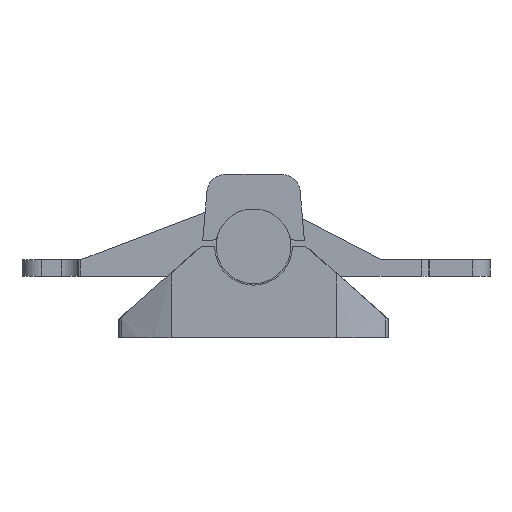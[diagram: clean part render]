
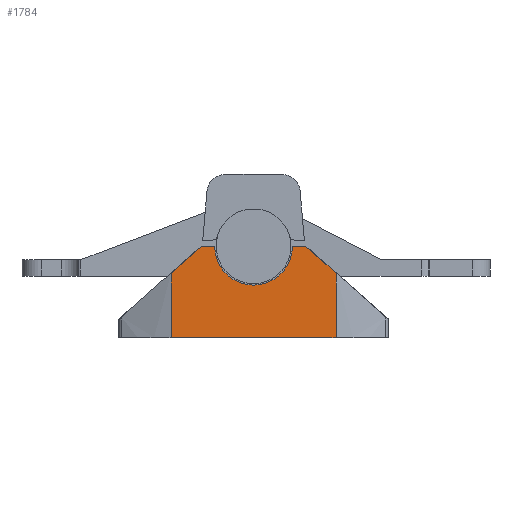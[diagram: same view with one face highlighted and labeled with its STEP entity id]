
A CAD part, left-side view. The second image highlights one B-rep face of the part: STEP entity #1784.
In plain terms, the highlighted planar face has unit normal (-1, 0, 0).
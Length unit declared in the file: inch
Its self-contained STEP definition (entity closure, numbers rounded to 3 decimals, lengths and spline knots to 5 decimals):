
#417=DIRECTION('',(0.,1.,0.));
#418=VECTOR('',#417,2.17072);
#419=CARTESIAN_POINT('',(-3.77953,-0.91163,0.));
#420=LINE('',#419,#418);
#565=CARTESIAN_POINT('',(-3.77953,1.25909,0.85027));
#570=DIRECTION('',(0.,0.,1.));
#571=VECTOR('',#570,0.85027);
#572=CARTESIAN_POINT('',(-3.77953,1.25909,0.));
#573=LINE('',#572,#571);
#574=DIRECTION('',(0.,0.749,-0.663));
#575=VECTOR('',#574,0.52866);
#576=CARTESIAN_POINT('',(-3.77953,0.86334,1.20079));
#577=LINE('',#576,#575);
#578=CARTESIAN_POINT('',(-3.77953,0.17373,1.20079));
#579=DIRECTION('',(1.,0.,0.));
#580=DIRECTION('',(0.,0.,-1.));
#581=AXIS2_PLACEMENT_3D('',#578,#579,#580);
#583=CARTESIAN_POINT('',(-3.77953,0.17373,1.20079));
#584=DIRECTION('',(1.,0.,0.));
#585=DIRECTION('',(0.,-1.,0.));
#586=AXIS2_PLACEMENT_3D('',#583,#584,#585);
#588=DIRECTION('',(0.,1.,0.));
#589=VECTOR('',#588,0.1778);
#590=CARTESIAN_POINT('',(-3.77953,-0.51588,1.20079));
#591=LINE('',#590,#589);
#592=DIRECTION('',(0.,0.749,0.663));
#593=VECTOR('',#592,0.52866);
#594=CARTESIAN_POINT('',(-3.77953,-0.91163,0.85027));
#595=LINE('',#594,#593);
#605=DIRECTION('',(0.,-1.,0.));
#606=VECTOR('',#605,0.1778);
#607=CARTESIAN_POINT('',(-3.77953,0.86334,1.20079));
#608=LINE('',#607,#606);
#684=CARTESIAN_POINT('',(-3.77953,-0.91163,0.85027));
#686=DIRECTION('',(0.,0.,-1.));
#687=VECTOR('',#686,0.85027);
#688=CARTESIAN_POINT('',(-3.77953,-0.91163,0.85027));
#689=LINE('',#688,#687);
#977=VERTEX_POINT('',#565);
#979=CARTESIAN_POINT('',(-3.77953,0.86334,1.20079));
#980=VERTEX_POINT('',#979);
#1011=VERTEX_POINT('',#684);
#1018=CARTESIAN_POINT('',(-3.77953,-0.51588,1.20079));
#1019=VERTEX_POINT('',#1018);
#1036=CARTESIAN_POINT('',(-3.77953,1.25909,0.));
#1037=VERTEX_POINT('',#1036);
#1062=CARTESIAN_POINT('',(-3.77953,-0.91163,0.));
#1063=VERTEX_POINT('',#1062);
#1074=CARTESIAN_POINT('',(-3.77953,-0.33808,1.20079));
#1075=VERTEX_POINT('',#1074);
#1084=CARTESIAN_POINT('',(-3.77953,0.68554,1.20079));
#1085=VERTEX_POINT('',#1084);
#1086=CARTESIAN_POINT('',(-3.77953,0.17373,0.68898));
#1087=VERTEX_POINT('',#1086);
#1762=CARTESIAN_POINT('',(-3.77953,-0.35777,0.));
#1763=DIRECTION('',(-1.,0.,0.));
#1764=DIRECTION('',(0.,0.,1.));
#1765=AXIS2_PLACEMENT_3D('',#1762,#1763,#1764);
#1766=PLANE('',#1765);
#1767=ORIENTED_EDGE('',*,*,#1743,.F.);
#1769=ORIENTED_EDGE('',*,*,#1768,.T.);
#1771=ORIENTED_EDGE('',*,*,#1770,.F.);
#1773=ORIENTED_EDGE('',*,*,#1772,.F.);
#1775=ORIENTED_EDGE('',*,*,#1774,.F.);
#1777=ORIENTED_EDGE('',*,*,#1776,.F.);
#1779=ORIENTED_EDGE('',*,*,#1778,.T.);
#1780=ORIENTED_EDGE('',*,*,#1639,.T.);
#1781=ORIENTED_EDGE('',*,*,#1754,.T.);
#1782=EDGE_LOOP('',(#1767,#1769,#1771,#1773,#1775,#1777,#1779,#1780,#1781));
#1783=FACE_OUTER_BOUND('',#1782,.F.);
#1784=ADVANCED_FACE('',(#1783),#1766,.T.);
#582=CIRCLE('',#581,0.51181);
#587=CIRCLE('',#586,0.51181);
#1639=EDGE_CURVE('',#1063,#1037,#420,.T.);
#1743=EDGE_CURVE('',#980,#977,#577,.T.);
#1754=EDGE_CURVE('',#1037,#977,#573,.T.);
#1768=EDGE_CURVE('',#980,#1085,#608,.T.);
#1770=EDGE_CURVE('',#1087,#1085,#582,.T.);
#1772=EDGE_CURVE('',#1075,#1087,#587,.T.);
#1774=EDGE_CURVE('',#1019,#1075,#591,.T.);
#1776=EDGE_CURVE('',#1011,#1019,#595,.T.);
#1778=EDGE_CURVE('',#1011,#1063,#689,.T.);
